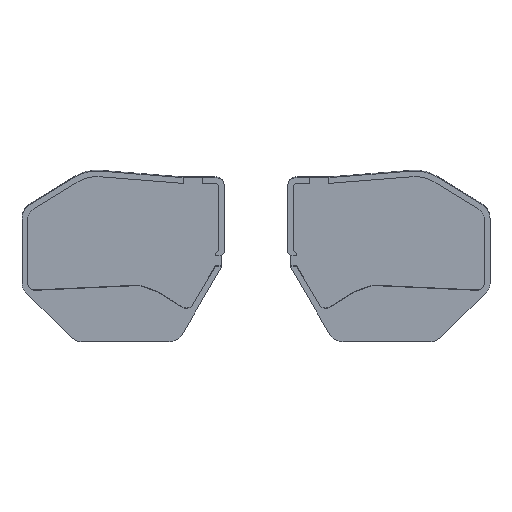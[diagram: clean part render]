
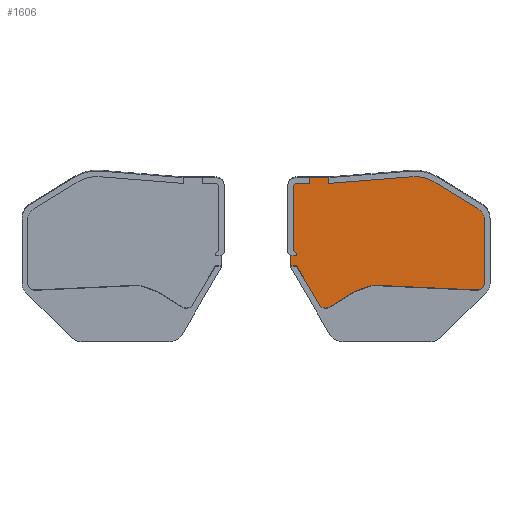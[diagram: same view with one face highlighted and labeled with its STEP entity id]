
A CAD part, top view. The second image highlights one B-rep face of the part: STEP entity #1606.
In plain terms, the highlighted planar face has unit normal (0, -0.035, 0.999).
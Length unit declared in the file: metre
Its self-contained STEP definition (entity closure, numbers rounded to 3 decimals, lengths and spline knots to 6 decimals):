
#59=CIRCLE('',#1697,0.003022);
#60=CIRCLE('',#1699,0.029924);
#61=CIRCLE('',#1701,0.010008);
#62=CIRCLE('',#1703,0.005588);
#63=CIRCLE('',#1705,0.006188);
#262=ORIENTED_EDGE('',*,*,#653,.T.);
#263=ORIENTED_EDGE('',*,*,#666,.T.);
#264=ORIENTED_EDGE('',*,*,#621,.F.);
#265=ORIENTED_EDGE('',*,*,#665,.T.);
#266=ORIENTED_EDGE('',*,*,#664,.T.);
#267=ORIENTED_EDGE('',*,*,#662,.T.);
#268=ORIENTED_EDGE('',*,*,#618,.F.);
#269=ORIENTED_EDGE('',*,*,#660,.T.);
#270=ORIENTED_EDGE('',*,*,#615,.F.);
#271=ORIENTED_EDGE('',*,*,#659,.T.);
#272=ORIENTED_EDGE('',*,*,#612,.F.);
#273=ORIENTED_EDGE('',*,*,#658,.T.);
#274=ORIENTED_EDGE('',*,*,#604,.T.);
#275=ORIENTED_EDGE('',*,*,#671,.T.);
#276=ORIENTED_EDGE('',*,*,#638,.F.);
#277=ORIENTED_EDGE('',*,*,#672,.F.);
#278=ORIENTED_EDGE('',*,*,#656,.T.);
#279=ORIENTED_EDGE('',*,*,#610,.F.);
#280=ORIENTED_EDGE('',*,*,#607,.F.);
#281=ORIENTED_EDGE('',*,*,#655,.F.);
#282=ORIENTED_EDGE('',*,*,#574,.T.);
#283=ORIENTED_EDGE('',*,*,#673,.T.);
#284=ORIENTED_EDGE('',*,*,#630,.F.);
#285=ORIENTED_EDGE('',*,*,#674,.F.);
#574=EDGE_CURVE('',#811,#812,#968,.F.);
#604=EDGE_CURVE('',#839,#840,#989,.T.);
#607=EDGE_CURVE('',#841,#842,#992,.T.);
#610=EDGE_CURVE('',#842,#843,#59,.T.);
#612=EDGE_CURVE('',#844,#845,#60,.T.);
#615=EDGE_CURVE('',#846,#847,#61,.T.);
#618=EDGE_CURVE('',#848,#849,#62,.T.);
#621=EDGE_CURVE('',#850,#851,#63,.T.);
#630=EDGE_CURVE('',#856,#857,#1009,.T.);
#638=EDGE_CURVE('',#860,#861,#1016,.T.);
#653=EDGE_CURVE('',#868,#867,#1029,.F.);
#655=EDGE_CURVE('',#811,#841,#1031,.T.);
#656=EDGE_CURVE('',#869,#843,#1032,.T.);
#658=EDGE_CURVE('',#844,#839,#1034,.F.);
#659=EDGE_CURVE('',#846,#845,#1035,.F.);
#660=EDGE_CURVE('',#848,#847,#1036,.T.);
#662=EDGE_CURVE('',#870,#849,#1038,.F.);
#664=EDGE_CURVE('',#871,#870,#1040,.F.);
#665=EDGE_CURVE('',#850,#871,#1041,.F.);
#666=EDGE_CURVE('',#867,#851,#1042,.F.);
#671=EDGE_CURVE('',#840,#861,#1045,.T.);
#672=EDGE_CURVE('',#869,#860,#1046,.T.);
#673=EDGE_CURVE('',#812,#857,#1047,.T.);
#674=EDGE_CURVE('',#868,#856,#1048,.T.);
#811=VERTEX_POINT('',#2302);
#812=VERTEX_POINT('',#2303);
#839=VERTEX_POINT('',#2362);
#840=VERTEX_POINT('',#2363);
#841=VERTEX_POINT('',#2368);
#842=VERTEX_POINT('',#2369);
#843=VERTEX_POINT('',#2374);
#844=VERTEX_POINT('',#2378);
#845=VERTEX_POINT('',#2379);
#846=VERTEX_POINT('',#2384);
#847=VERTEX_POINT('',#2385);
#848=VERTEX_POINT('',#2390);
#849=VERTEX_POINT('',#2391);
#850=VERTEX_POINT('',#2396);
#851=VERTEX_POINT('',#2397);
#856=VERTEX_POINT('',#2412);
#857=VERTEX_POINT('',#2414);
#860=VERTEX_POINT('',#2427);
#861=VERTEX_POINT('',#2429);
#867=VERTEX_POINT('',#2456);
#868=VERTEX_POINT('',#2458);
#869=VERTEX_POINT('',#2464);
#870=VERTEX_POINT('',#2474);
#871=VERTEX_POINT('',#2478);
#968=LINE('',#2301,#1162);
#989=LINE('',#2361,#1183);
#992=LINE('',#2367,#1186);
#1009=LINE('',#2413,#1203);
#1016=LINE('',#2428,#1210);
#1029=LINE('',#2457,#1223);
#1031=LINE('',#2461,#1225);
#1032=LINE('',#2463,#1226);
#1034=LINE('',#2467,#1228);
#1035=LINE('',#2469,#1229);
#1036=LINE('',#2471,#1230);
#1038=LINE('',#2475,#1232);
#1040=LINE('',#2479,#1234);
#1041=LINE('',#2481,#1235);
#1042=LINE('',#2483,#1236);
#1045=LINE('',#2493,#1239);
#1046=LINE('',#2494,#1240);
#1047=LINE('',#2495,#1241);
#1048=LINE('',#2496,#1242);
#1162=VECTOR('',#1837,1.);
#1183=VECTOR('',#1880,1.);
#1186=VECTOR('',#1885,1.);
#1203=VECTOR('',#1928,1.);
#1210=VECTOR('',#1943,1.);
#1223=VECTOR('',#1974,1.);
#1225=VECTOR('',#1978,1.);
#1226=VECTOR('',#1981,1.);
#1228=VECTOR('',#1985,1.);
#1229=VECTOR('',#1988,1.);
#1230=VECTOR('',#1991,1.);
#1232=VECTOR('',#1995,1.);
#1234=VECTOR('',#1999,1.);
#1235=VECTOR('',#2002,1.);
#1236=VECTOR('',#2005,1.);
#1239=VECTOR('',#2020,1.);
#1240=VECTOR('',#2021,1.);
#1241=VECTOR('',#2022,1.);
#1242=VECTOR('',#2023,1.);
#1376=EDGE_LOOP('',(#262,#263,#264,#265,#266,#267,#268,#269,#270,#271,#272,
#273,#274,#275,#276,#277,#278,#279,#280,#281,#282,#283,#284,#285));
#1460=FACE_BOUND('',#1376,.T.);
#1533=PLANE('',#1736);
#1606=ADVANCED_FACE('',(#1460),#1533,.T.);
#1697=AXIS2_PLACEMENT_3D('',#2373,#1890,#1891);
#1699=AXIS2_PLACEMENT_3D('',#2377,#1895,#1896);
#1701=AXIS2_PLACEMENT_3D('',#2383,#1901,#1902);
#1703=AXIS2_PLACEMENT_3D('',#2389,#1907,#1908);
#1705=AXIS2_PLACEMENT_3D('',#2395,#1913,#1914);
#1736=AXIS2_PLACEMENT_3D('',#2492,#2018,#2019);
#1837=DIRECTION('',(-0.002,0.999,0.035));
#1880=DIRECTION('',(-1.,0.,0.));
#1885=DIRECTION('',(0.,0.999,0.035));
#1890=DIRECTION('',(0.,0.035,-0.999));
#1891=DIRECTION('',(-1.,0.,0.));
#1895=DIRECTION('',(0.,0.035,-0.999));
#1896=DIRECTION('',(-1.,0.,0.));
#1901=DIRECTION('',(0.,0.035,-0.999));
#1902=DIRECTION('',(-1.,0.,0.));
#1907=DIRECTION('',(0.,0.035,-0.999));
#1908=DIRECTION('',(-1.,0.,0.));
#1913=DIRECTION('',(0.,0.035,-0.999));
#1914=DIRECTION('',(-1.,0.,0.));
#1928=DIRECTION('',(-0.002,0.999,0.035));
#1943=DIRECTION('',(1.,0.,0.));
#1974=DIRECTION('',(-0.002,0.999,0.035));
#1978=DIRECTION('',(-0.707,0.707,0.025));
#1981=DIRECTION('',(-1.,0.,0.));
#1985=DIRECTION('',(0.997,0.08,0.003));
#1988=DIRECTION('',(0.855,-0.518,-0.018));
#1991=DIRECTION('',(0.,0.999,0.035));
#1995=DIRECTION('',(-0.999,0.046,0.002));
#1999=DIRECTION('',(-0.949,-0.316,-0.011));
#2002=DIRECTION('',(-0.848,-0.53,-0.018));
#2005=DIRECTION('',(-0.504,0.863,0.03));
#2018=DIRECTION('',(0.,-0.035,0.999));
#2019=DIRECTION('',(-1.,0.,0.));
#2020=DIRECTION('',(0.,0.999,0.035));
#2021=DIRECTION('',(0.,0.999,0.035));
#2022=DIRECTION('',(-1.,-0.002,0.));
#2023=DIRECTION('',(-1.,-0.002,0.));
#2301=CARTESIAN_POINT('',(0.060723,-0.016128,-0.007283));
#2302=CARTESIAN_POINT('',(0.06071,-0.009536,-0.007052));
#2303=CARTESIAN_POINT('',(0.060714,-0.011424,-0.007118));
#2361=CARTESIAN_POINT('',(0.134874,0.047032,-0.005077));
#2362=CARTESIAN_POINT('',(0.089134,0.047032,-0.005077));
#2363=CARTESIAN_POINT('',(0.086588,0.047032,-0.005077));
#2367=CARTESIAN_POINT('',(0.058166,-0.011782,-0.007131));
#2368=CARTESIAN_POINT('',(0.058166,-0.006994,-0.006964));
#2369=CARTESIAN_POINT('',(0.058166,0.044011,-0.005183));
#2373=CARTESIAN_POINT('',(0.061188,0.044011,-0.005183));
#2374=CARTESIAN_POINT('',(0.061188,0.047032,-0.005077));
#2377=CARTESIAN_POINT('',(0.155903,0.022382,-0.005938));
#2378=CARTESIAN_POINT('',(0.152606,0.052106,-0.0049));
#2379=CARTESIAN_POINT('',(0.172047,0.047563,-0.005059));
#2383=CARTESIAN_POINT('',(0.201575,0.01798,-0.006092));
#2384=CARTESIAN_POINT('',(0.207249,0.026218,-0.005804));
#2385=CARTESIAN_POINT('',(0.211582,0.017971,-0.006092));
#2389=CARTESIAN_POINT('',(0.205994,-0.033467,-0.007888));
#2390=CARTESIAN_POINT('',(0.211582,-0.033467,-0.007888));
#2391=CARTESIAN_POINT('',(0.205983,-0.039052,-0.008083));
#2395=CARTESIAN_POINT('',(0.084097,-0.047387,-0.008374));
#2396=CARTESIAN_POINT('',(0.086885,-0.052907,-0.008567));
#2397=CARTESIAN_POINT('',(0.078955,-0.050827,-0.008494));
#2412=CARTESIAN_POINT('',(0.056157,-0.019598,-0.007404));
#2413=CARTESIAN_POINT('',(0.05615,-0.015515,-0.007261));
#2414=CARTESIAN_POINT('',(0.056142,-0.011432,-0.007119));
#2427=CARTESIAN_POINT('',(0.070866,0.051601,-0.004918));
#2428=CARTESIAN_POINT('',(0.078727,0.051601,-0.004918));
#2429=CARTESIAN_POINT('',(0.086588,0.051601,-0.004918));
#2456=CARTESIAN_POINT('',(0.060729,-0.019602,-0.007404));
#2457=CARTESIAN_POINT('',(0.060723,-0.016128,-0.007283));
#2458=CARTESIAN_POINT('',(0.060729,-0.019589,-0.007404));
#2461=CARTESIAN_POINT('',(0.098921,-0.047718,-0.008386));
#2463=CARTESIAN_POINT('',(0.134874,0.047032,-0.005077));
#2464=CARTESIAN_POINT('',(0.070866,0.047032,-0.005077));
#2467=CARTESIAN_POINT('',(0.120927,0.049574,-0.004988));
#2469=CARTESIAN_POINT('',(0.189722,0.036846,-0.005433));
#2471=CARTESIAN_POINT('',(0.211582,-0.011782,-0.007131));
#2474=CARTESIAN_POINT('',(0.122233,-0.035217,-0.007949));
#2475=CARTESIAN_POINT('',(0.164575,-0.037156,-0.008017));
#2478=CARTESIAN_POINT('',(0.107176,-0.040234,-0.008124));
#2479=CARTESIAN_POINT('',(0.114559,-0.037774,-0.008039));
#2481=CARTESIAN_POINT('',(0.096724,-0.046762,-0.008352));
#2483=CARTESIAN_POINT('',(0.069309,-0.0343,-0.007917));
#2492=CARTESIAN_POINT('',(0.134874,-0.011782,-0.007131));
#2493=CARTESIAN_POINT('',(0.086588,0.051601,-0.004918));
#2494=CARTESIAN_POINT('',(0.070866,0.051601,-0.004918));
#2495=CARTESIAN_POINT('',(0.056142,-0.011432,-0.007119));
#2496=CARTESIAN_POINT('',(0.056157,-0.019598,-0.007404));
